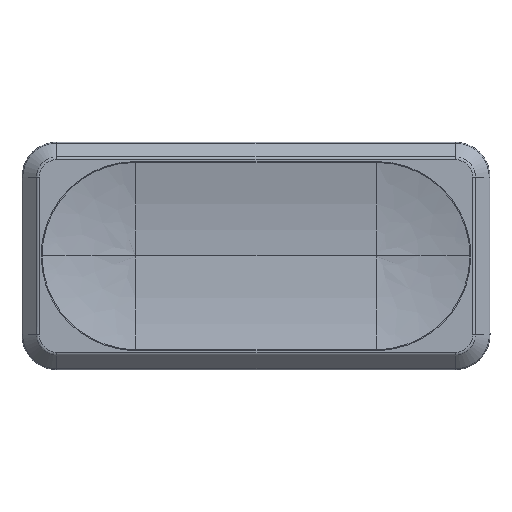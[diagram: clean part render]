
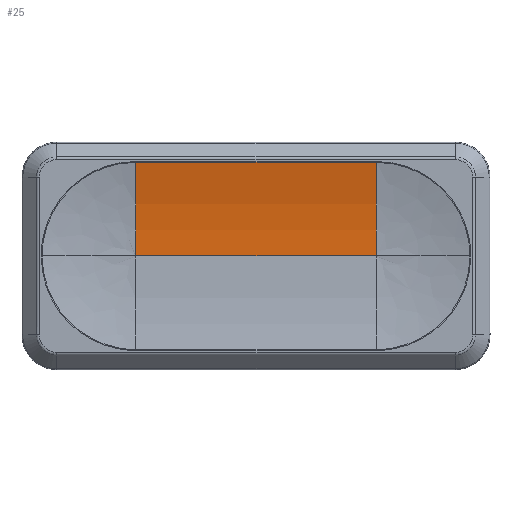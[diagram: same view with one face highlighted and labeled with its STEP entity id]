
A CAD part, top view. The second image highlights one B-rep face of the part: STEP entity #25.
In plain terms, the highlighted free-form (B-spline) face has degree [1, 2] with [2, 3] control points.
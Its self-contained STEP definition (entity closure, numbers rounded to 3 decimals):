
#25=ADVANCED_FACE('',(#104),#1119,.T.);
#104=FACE_OUTER_BOUND('',#183,.T.);
#183=EDGE_LOOP('',(#284,#285,#286,#287));
#284=ORIENTED_EDGE('',*,*,#630,.T.);
#285=ORIENTED_EDGE('',*,*,#622,.T.);
#286=ORIENTED_EDGE('',*,*,#631,.T.);
#287=ORIENTED_EDGE('',*,*,#612,.F.);
#612=EDGE_CURVE('',#965,#964,#851,.T.);
#622=EDGE_CURVE('',#972,#971,#861,.T.);
#630=EDGE_CURVE('',#965,#972,#869,.T.);
#631=EDGE_CURVE('',#971,#964,#870,.T.);
#851=(
BOUNDED_CURVE()
B_SPLINE_CURVE(2,(#1726,#1727,#1728),.UNSPECIFIED.,.F.,.F.)
B_SPLINE_CURVE_WITH_KNOTS((3,3),(0.092,7.517),
 .UNSPECIFIED.)
CURVE()
GEOMETRIC_REPRESENTATION_ITEM()
RATIONAL_B_SPLINE_CURVE((1.,1.,1.))
REPRESENTATION_ITEM('')
);
#861=(
BOUNDED_CURVE()
B_SPLINE_CURVE(2,(#1756,#1757,#1758),.UNSPECIFIED.,.F.,.F.)
B_SPLINE_CURVE_WITH_KNOTS((3,3),(0.092,7.517),
 .UNSPECIFIED.)
CURVE()
GEOMETRIC_REPRESENTATION_ITEM()
RATIONAL_B_SPLINE_CURVE((1.,1.,1.))
REPRESENTATION_ITEM('')
);
#869=(
BOUNDED_CURVE()
B_SPLINE_CURVE(1,(#1780,#1781),.UNSPECIFIED.,.F.,.F.)
B_SPLINE_CURVE_WITH_KNOTS((2,2),(0.,1.),.UNSPECIFIED.)
CURVE()
GEOMETRIC_REPRESENTATION_ITEM()
RATIONAL_B_SPLINE_CURVE((1.,1.))
REPRESENTATION_ITEM('')
);
#870=(
BOUNDED_CURVE()
B_SPLINE_CURVE(1,(#1782,#1783),.UNSPECIFIED.,.F.,.F.)
B_SPLINE_CURVE_WITH_KNOTS((2,2),(-1.,0.),.UNSPECIFIED.)
CURVE()
GEOMETRIC_REPRESENTATION_ITEM()
RATIONAL_B_SPLINE_CURVE((1.,1.))
REPRESENTATION_ITEM('')
);
#964=VERTEX_POINT('',#1618);
#965=VERTEX_POINT('',#1619);
#971=VERTEX_POINT('',#1625);
#972=VERTEX_POINT('',#1626);
#1119=(
BOUNDED_SURFACE()
B_SPLINE_SURFACE(1,2,((#1333,#1334,#1335),(#1336,#1337,#1338)),
 .UNSPECIFIED.,.F.,.F.,.F.)
B_SPLINE_SURFACE_WITH_KNOTS((2,2),(3,3),(0.,1.),(0.092,7.517),
 .UNSPECIFIED.)
GEOMETRIC_REPRESENTATION_ITEM()
RATIONAL_B_SPLINE_SURFACE(((1.,1.,1.),(1.,1.,1.)))
REPRESENTATION_ITEM('')
SURFACE()
);
#1333=CARTESIAN_POINT('',(-11.294,117.793,0.892));
#1334=CARTESIAN_POINT('',(-11.294,114.089,0.));
#1335=CARTESIAN_POINT('',(-11.294,110.384,0.));
#1336=CARTESIAN_POINT('',(-30.344,117.793,0.892));
#1337=CARTESIAN_POINT('',(-30.344,114.089,0.));
#1338=CARTESIAN_POINT('',(-30.344,110.384,0.));
#1618=CARTESIAN_POINT('',(-11.294,110.384,0.));
#1619=CARTESIAN_POINT('',(-11.294,117.793,0.892));
#1625=CARTESIAN_POINT('',(-30.344,110.384,0.));
#1626=CARTESIAN_POINT('',(-30.344,117.793,0.892));
#1726=CARTESIAN_POINT('',(-11.294,117.793,0.892));
#1727=CARTESIAN_POINT('',(-11.294,114.089,0.));
#1728=CARTESIAN_POINT('',(-11.294,110.384,0.));
#1756=CARTESIAN_POINT('',(-30.344,117.793,0.892));
#1757=CARTESIAN_POINT('',(-30.344,114.089,0.));
#1758=CARTESIAN_POINT('',(-30.344,110.384,0.));
#1780=CARTESIAN_POINT('',(-11.294,117.793,0.892));
#1781=CARTESIAN_POINT('',(-30.344,117.793,0.892));
#1782=CARTESIAN_POINT('',(-30.344,110.384,0.));
#1783=CARTESIAN_POINT('',(-11.294,110.384,0.));
